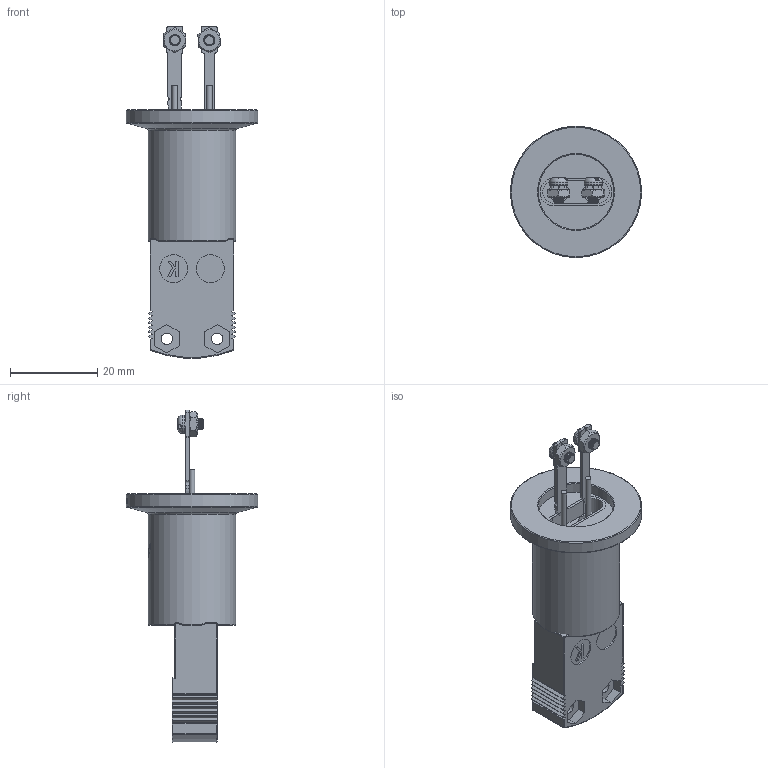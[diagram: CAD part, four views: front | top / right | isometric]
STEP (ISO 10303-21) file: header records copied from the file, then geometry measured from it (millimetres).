
FILE_DESCRIPTION (( 'STEP AP214' ), '1' );
FILE_NAME ('俋楷耀倰(湍脣芛)-TC-KF16-M2508K.STEP', '2024-08-22T05:34:36', ( '' ), ( '' ), 'SwSTEP 2.0', 'SolidWorks 2020', '' );
FILE_SCHEMA (( 'AUTOMOTIVE_DESIGN' ));
Length unit declared in the file: millimetre
Products named in the file (12): M2.5蹟譫; 俋楷耀倰(湍脣芛)-TC-KF16-M2508K; NDL-L207-08K+; 外发模型-TC-16464L35（M25+TC插头）; M2.5-6-坋珨趼羞; SHX-K-F; NDL-L207-08K-; NDL-L207-M2508K+; FL-TC-KF16-M2508K-2; 錨璃8^俋楷耀倰-TC-16464L35; NDL-L207-M2508K-; 俋楷耀倰-TC-16464L35
Assembly tree (13 placements, depth 4):
  俋楷耀倰(湍脣芛)-TC-KF16-M2508K
    FL-TC-KF16-M2508K-2
    外发模型-TC-16464L35（M25+TC插头）
      俋楷耀倰-TC-16464L35
        錨璃8^俋楷耀倰-TC-16464L35
      NDL-L207-08K-
      NDL-L207-08K+
      SHX-K-F
      NDL-L207-M2508K-
      NDL-L207-M2508K+
      M2.5蹟譫  x2
      M2.5-6-坋珨趼羞  x2
Bounding box: 30 x 30 x 75.93 mm (x, y, z)
Volume: 10600.3 mm3; surface area: 9615.2 mm2
Topology: 11 solids, 11 shells, 619 faces, 1801 edges, 1272 vertices
Faces by surface type: plane 412, cylinder 124, bspline 48, cone 15, torus 10, sphere 10
Full cylindrical faces by diameter (mm): 1.27 x4, 1.3 x2, 2.6 x2, 4.2 x2, 4.6 x4, 4.8 x2, 5.4 x2, 5.5 x4, 6.4 x2, 17 x1, 17.2 x1, 20 x1, 30 x1
Entity records: 27049 total; most frequent: CARTESIAN_POINT 11893, ORIENTED_EDGE 3262, DIRECTION 2625, EDGE_CURVE 1631, VERTEX_POINT 1186, LINE 1055, VECTOR 1055, AXIS2_PLACEMENT_3D 785
